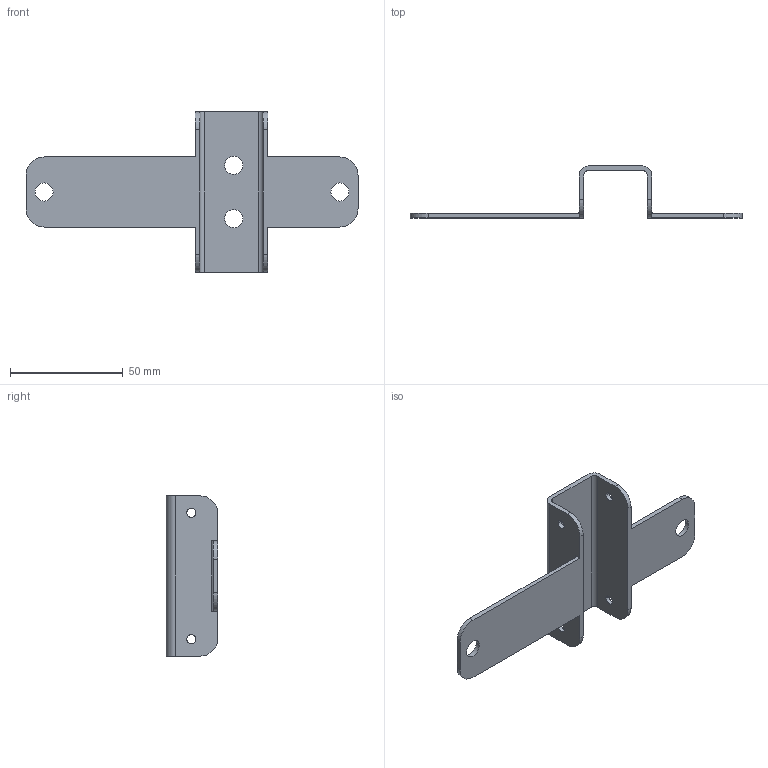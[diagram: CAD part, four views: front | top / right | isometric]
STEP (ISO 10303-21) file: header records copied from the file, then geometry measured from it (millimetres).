
FILE_DESCRIPTION((''),'2;1');
FILE_NAME('001338202_UW_BCU_4_ASM','2023-02-28T10:39:16',('klemen.sitar'),('Audax d.o.o.'),'CREO PARAMETRIC BY PTC INC, 2021304','CREO PARAMETRIC BY PTC INC, 2021304','');
FILE_SCHEMA(('AP242_MANAGED_MODEL_BASED_3D_ENGINEERING_MIM_LF { 1 0 10303 442 1 1 4 }'));
Length unit declared in the file: millimetre
Products named in the file (2): PRT0003_1_1; 001338202_UW_BCU_4_ASM
Assembly tree (1 placements, depth 2):
  001338202_UW_BCU_4_ASM
    PRT0003_1_1
Bounding box: 147 x 23 x 71 mm (x, y, z)
Volume: 16563.2 mm3; surface area: 17800.5 mm2
Topology: 1 solids, 1 shells, 48 faces, 140 edges, 96 vertices
Faces by surface type: cylinder 30, plane 18
Entity records: 2643 total; most frequent: COLOUR_RGB 350, DIRECTION 308, CARTESIAN_POINT 290, ORIENTED_EDGE 276, PRESENTATION_STYLE_ASSIGNMENT 143, STYLED_ITEM 143, CURVE_STYLE 142, EDGE_CURVE 138
